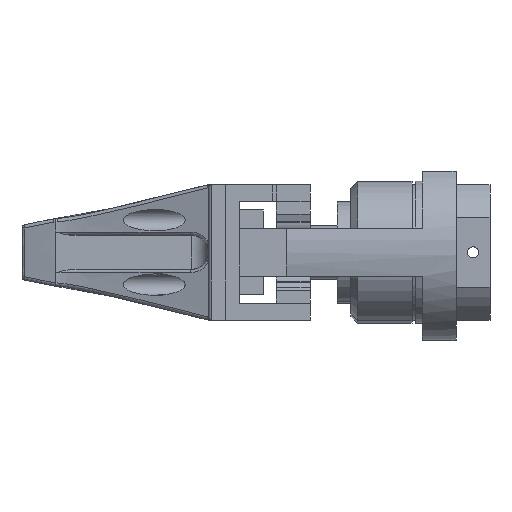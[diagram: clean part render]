
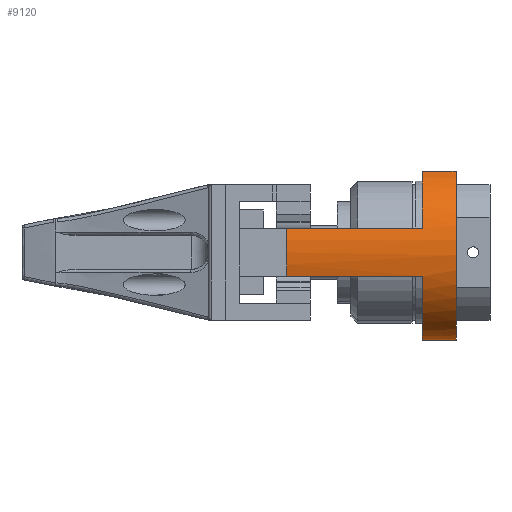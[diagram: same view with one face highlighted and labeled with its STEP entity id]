
A CAD part, left-side view. The second image highlights one B-rep face of the part: STEP entity #9120.
In plain terms, the highlighted cylindrical face has radius 26 mm (diameter 52 mm), a partial arc.
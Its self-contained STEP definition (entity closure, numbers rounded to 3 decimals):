
#824 = VECTOR ( 'NONE', #19992, 1000. ) ;
#1026 = DIRECTION ( 'NONE',  ( 0., 1., 0. ) ) ;
#1064 = DIRECTION ( 'NONE',  ( 0., 0., -1. ) ) ;
#1970 = DIRECTION ( 'NONE',  ( 0., 1., 0. ) ) ;
#2556 = VERTEX_POINT ( 'NONE', #17306 ) ;
#2576 = LINE ( 'NONE', #27797, #824 ) ;
#2791 = CARTESIAN_POINT ( 'NONE',  ( 0., 50., 0. ) ) ;
#2959 = DIRECTION ( 'NONE',  ( 0., 1., 0. ) ) ;
#3502 = DIRECTION ( 'NONE',  ( 0., -1., 0. ) ) ;
#4185 = VERTEX_POINT ( 'NONE', #19169 ) ;
#4461 = AXIS2_PLACEMENT_3D ( 'NONE', #14515, #1970, #24446 ) ;
#5609 = CARTESIAN_POINT ( 'NONE',  ( -10.34, 10., 23.855 ) ) ;
#5936 = CYLINDRICAL_SURFACE ( 'NONE', #17984, 26. ) ;
#6333 = LINE ( 'NONE', #8935, #8410 ) ;
#6716 = VERTEX_POINT ( 'NONE', #30801 ) ;
#6732 = CIRCLE ( 'NONE', #22341, 26. ) ;
#7025 = CIRCLE ( 'NONE', #13795, 26. ) ;
#7905 = EDGE_CURVE ( 'NONE', #14043, #29002, #26305, .T. ) ;
#8383 = CARTESIAN_POINT ( 'NONE',  ( 0., 10., 0. ) ) ;
#8410 = VECTOR ( 'NONE', #26198, 1000. ) ;
#8935 = CARTESIAN_POINT ( 'NONE',  ( 0., 10., -26. ) ) ;
#9120 = ADVANCED_FACE ( 'NONE', ( #23380 ), #5936, .T. ) ;
#9236 = ORIENTED_EDGE ( 'NONE', *, *, #23418, .T. ) ;
#9703 = LINE ( 'NONE', #26973, #26832 ) ;
#10111 = EDGE_CURVE ( 'NONE', #6716, #16757, #12842, .T. ) ;
#10200 = VERTEX_POINT ( 'NONE', #16574 ) ;
#11130 = VERTEX_POINT ( 'NONE', #22035 ) ;
#12842 = CIRCLE ( 'NONE', #31059, 26. ) ;
#13795 = AXIS2_PLACEMENT_3D ( 'NONE', #15818, #1026, #18286 ) ;
#14043 = VERTEX_POINT ( 'NONE', #22956 ) ;
#14440 = ORIENTED_EDGE ( 'NONE', *, *, #30792, .T. ) ;
#14515 = CARTESIAN_POINT ( 'NONE',  ( 0., 10., 0. ) ) ;
#14592 = ORIENTED_EDGE ( 'NONE', *, *, #29444, .T. ) ;
#15167 = DIRECTION ( 'NONE',  ( 0., 0., 1. ) ) ;
#15818 = CARTESIAN_POINT ( 'NONE',  ( 0., 0., 0. ) ) ;
#16552 = DIRECTION ( 'NONE',  ( 0., -1., 0. ) ) ;
#16574 = CARTESIAN_POINT ( 'NONE',  ( 0., 0., -26. ) ) ;
#16757 = VERTEX_POINT ( 'NONE', #31578 ) ;
#17306 = CARTESIAN_POINT ( 'NONE',  ( -10.34, 0., 23.855 ) ) ;
#17353 = LINE ( 'NONE', #20291, #31468 ) ;
#17984 = AXIS2_PLACEMENT_3D ( 'NONE', #8383, #3502, #1064 ) ;
#18286 = DIRECTION ( 'NONE',  ( 0., 0., 1. ) ) ;
#19169 = CARTESIAN_POINT ( 'NONE',  ( -25.04, 50., 7. ) ) ;
#19992 = DIRECTION ( 'NONE',  ( 0., -1., 0. ) ) ;
#20291 = CARTESIAN_POINT ( 'NONE',  ( -25.04, 55., 7. ) ) ;
#22035 = CARTESIAN_POINT ( 'NONE',  ( -25.04, 50., -7. ) ) ;
#22341 = AXIS2_PLACEMENT_3D ( 'NONE', #2791, #2959, #15167 ) ;
#22413 = DIRECTION ( 'NONE',  ( 0., -1., 0. ) ) ;
#22956 = CARTESIAN_POINT ( 'NONE',  ( -25.04, 10., 7. ) ) ;
#23380 = FACE_OUTER_BOUND ( 'NONE', #32034, .T. ) ;
#23418 = EDGE_CURVE ( 'NONE', #11130, #16757, #2576, .T. ) ;
#23741 = ORIENTED_EDGE ( 'NONE', *, *, #7905, .F. ) ;
#24295 = ORIENTED_EDGE ( 'NONE', *, *, #10111, .F. ) ;
#24446 = DIRECTION ( 'NONE',  ( 0., 0., 1. ) ) ;
#26198 = DIRECTION ( 'NONE',  ( 0., -1., 0. ) ) ;
#26305 = CIRCLE ( 'NONE', #4461, 26. ) ;
#26832 = VECTOR ( 'NONE', #16552, 1000. ) ;
#26973 = CARTESIAN_POINT ( 'NONE',  ( -10.34, 10., 23.855 ) ) ;
#27731 = EDGE_CURVE ( 'NONE', #11130, #4185, #6732, .T. ) ;
#27797 = CARTESIAN_POINT ( 'NONE',  ( -25.04, 55., -7. ) ) ;
#28411 = ORIENTED_EDGE ( 'NONE', *, *, #27731, .F. ) ;
#29002 = VERTEX_POINT ( 'NONE', #5609 ) ;
#29100 = DIRECTION ( 'NONE',  ( 0., 1., 0. ) ) ;
#29444 = EDGE_CURVE ( 'NONE', #6716, #10200, #6333, .T. ) ;
#30121 = EDGE_CURVE ( 'NONE', #4185, #14043, #17353, .T. ) ;
#30248 = ORIENTED_EDGE ( 'NONE', *, *, #30121, .F. ) ;
#30792 = EDGE_CURVE ( 'NONE', #10200, #2556, #7025, .T. ) ;
#30801 = CARTESIAN_POINT ( 'NONE',  ( 0., 10., -26. ) ) ;
#31059 = AXIS2_PLACEMENT_3D ( 'NONE', #31403, #29100, #31564 ) ;
#31066 = ORIENTED_EDGE ( 'NONE', *, *, #31309, .F. ) ;
#31309 = EDGE_CURVE ( 'NONE', #29002, #2556, #9703, .T. ) ;
#31403 = CARTESIAN_POINT ( 'NONE',  ( 0., 10., 0. ) ) ;
#31468 = VECTOR ( 'NONE', #22413, 1000. ) ;
#31564 = DIRECTION ( 'NONE',  ( 0., 0., 1. ) ) ;
#31578 = CARTESIAN_POINT ( 'NONE',  ( -25.04, 10., -7. ) ) ;
#32034 = EDGE_LOOP ( 'NONE', ( #24295, #14592, #14440, #31066, #23741, #30248, #28411, #9236 ) ) ;
